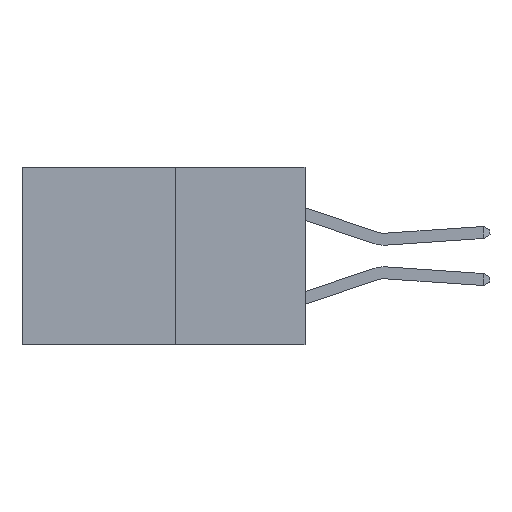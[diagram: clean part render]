
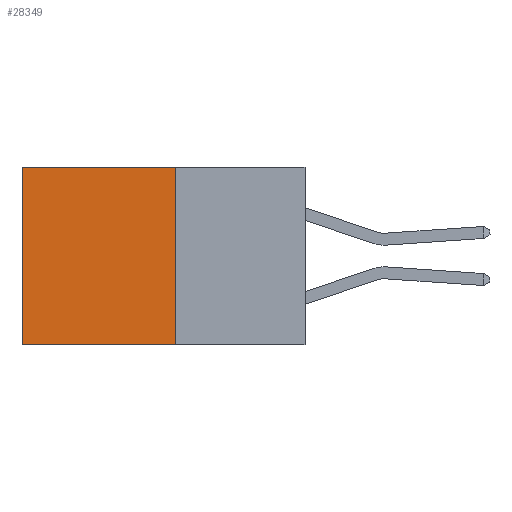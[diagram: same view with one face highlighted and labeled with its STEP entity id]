
A CAD part, left-side view. The second image highlights one B-rep face of the part: STEP entity #28349.
In plain terms, the highlighted planar face has unit normal (-1, 0, 0).
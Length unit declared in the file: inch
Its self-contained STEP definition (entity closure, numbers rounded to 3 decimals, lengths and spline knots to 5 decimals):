
#521 = DIRECTION ( 'NONE',  ( 0., 1., 0. ) ) ;
#1179 = EDGE_CURVE ( 'NONE', #15366, #4192, #21861, .T. ) ;
#2061 = LINE ( 'NONE', #26354, #13431 ) ;
#2157 = EDGE_CURVE ( 'NONE', #15020, #15366, #19700, .T. ) ;
#2972 = DIRECTION ( 'NONE',  ( 1., 0., 0. ) ) ;
#3174 = ORIENTED_EDGE ( 'NONE', *, *, #11881, .T. ) ;
#4192 = VERTEX_POINT ( 'NONE', #23639 ) ;
#4877 = CARTESIAN_POINT ( 'NONE',  ( 0.277, 0.59, -0.37 ) ) ;
#5724 = ORIENTED_EDGE ( 'NONE', *, *, #2157, .F. ) ;
#7225 = ORIENTED_EDGE ( 'NONE', *, *, #1179, .F. ) ;
#7475 = DIRECTION ( 'NONE',  ( 0., 0., -1. ) ) ;
#8010 = AXIS2_PLACEMENT_3D ( 'NONE', #16510, #2972, #18756 ) ;
#8333 = CARTESIAN_POINT ( 'NONE',  ( 0.277, 0.27, -0.37 ) ) ;
#10132 = VERTEX_POINT ( 'NONE', #11594 ) ;
#11594 = CARTESIAN_POINT ( 'NONE',  ( 0.277, 0.59, 0. ) ) ;
#11696 = DIRECTION ( 'NONE',  ( 0., 0., -1. ) ) ;
#11881 = EDGE_CURVE ( 'NONE', #15020, #10132, #2061, .T. ) ;
#12003 = PLANE ( 'NONE',  #8010 ) ;
#13182 = VECTOR ( 'NONE', #11696, 39.37008 ) ;
#13363 = CARTESIAN_POINT ( 'NONE',  ( 0.277, 0.27, -0.37 ) ) ;
#13431 = VECTOR ( 'NONE', #28473, 39.37008 ) ;
#13883 = LINE ( 'NONE', #4877, #13182 ) ;
#15020 = VERTEX_POINT ( 'NONE', #27315 ) ;
#15200 = VECTOR ( 'NONE', #521, 39.37008 ) ;
#15366 = VERTEX_POINT ( 'NONE', #8333 ) ;
#16510 = CARTESIAN_POINT ( 'NONE',  ( 0.277, 0.27, -0.37 ) ) ;
#18756 = DIRECTION ( 'NONE',  ( 0., 0., -1. ) ) ;
#18852 = EDGE_LOOP ( 'NONE', ( #25550, #7225, #5724, #3174 ) ) ;
#19700 = LINE ( 'NONE', #20309, #25625 ) ;
#20309 = CARTESIAN_POINT ( 'NONE',  ( 0.277, 0.27, -0.37 ) ) ;
#21861 = LINE ( 'NONE', #13363, #15200 ) ;
#23639 = CARTESIAN_POINT ( 'NONE',  ( 0.277, 0.59, -0.37 ) ) ;
#25550 = ORIENTED_EDGE ( 'NONE', *, *, #26782, .T. ) ;
#25625 = VECTOR ( 'NONE', #7475, 39.37008 ) ;
#25746 = FACE_OUTER_BOUND ( 'NONE', #18852, .T. ) ;
#26354 = CARTESIAN_POINT ( 'NONE',  ( 0.277, 0.27, 0. ) ) ;
#26782 = EDGE_CURVE ( 'NONE', #10132, #4192, #13883, .T. ) ;
#27315 = CARTESIAN_POINT ( 'NONE',  ( 0.277, 0.27, 0. ) ) ;
#28349 = ADVANCED_FACE ( 'NONE', ( #25746 ), #12003, .F. ) ;
#28473 = DIRECTION ( 'NONE',  ( 0., 1., 0. ) ) ;
